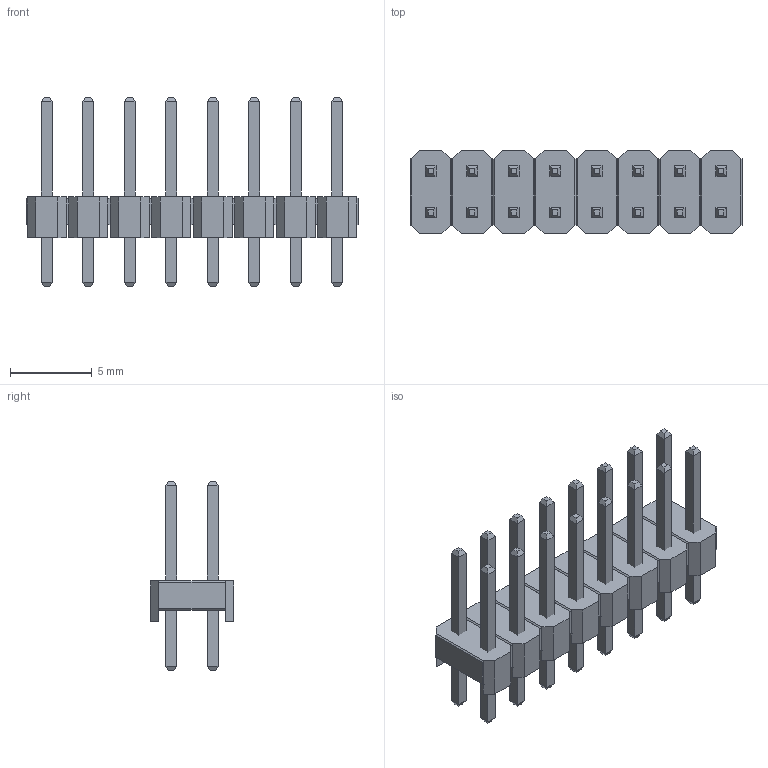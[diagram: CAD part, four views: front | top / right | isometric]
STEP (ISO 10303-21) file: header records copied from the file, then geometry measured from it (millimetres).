
FILE_DESCRIPTION(('STEP AP214'), '1');
FILE_NAME('DS1021-2x5SF11', '', ('UNSPECIFIED'), ('UNSPECIFIED'), 'ASCON STEP Converter 1.3', 'ASCON Math Kernel', '');
FILE_SCHEMA(('AUTOMOTIVE_DESIGN { 1 0 10303 214 3 1 1}'));
Length unit declared in the file: millimetre
Bounding box: 20.32 x 5.08 x 11.6 mm (x, y, z)
Volume: 263 mm3; surface area: 839 mm2
Topology: 17 solids, 17 shells, 372 faces, 790 edges, 452 vertices
Faces by surface type: plane 372
Entity records: 12598 total; most frequent: CARTESIAN_POINT 1615, ORIENTED_EDGE 1580, DIRECTION 1536, EDGE_CURVE 790, LINE 790, VECTOR 790, VERTEX_POINT 452, COLOUR_RGB 389
